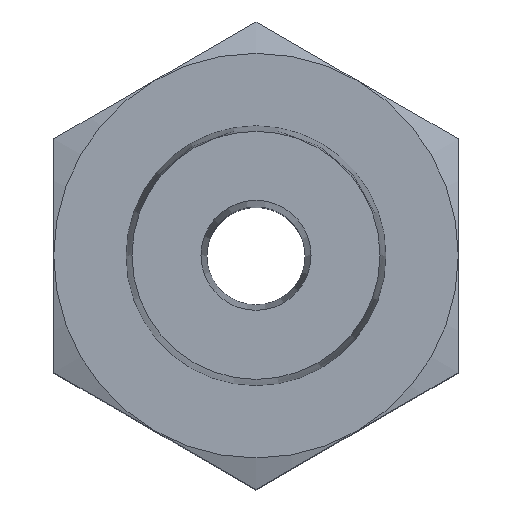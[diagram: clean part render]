
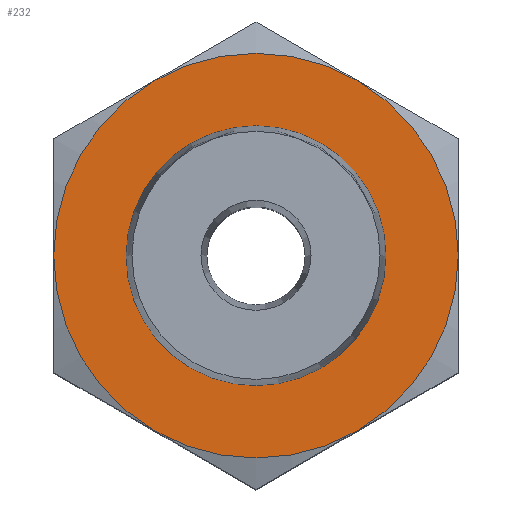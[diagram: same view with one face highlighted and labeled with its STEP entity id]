
A CAD part, top view. The second image highlights one B-rep face of the part: STEP entity #232.
In plain terms, the highlighted planar face has unit normal (0, 0, 1).
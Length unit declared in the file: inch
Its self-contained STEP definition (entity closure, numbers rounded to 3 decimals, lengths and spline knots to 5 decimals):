
#36=PLANE('',#259);
#46=FACE_BOUND('',#96,.T.);
#49=CIRCLE('',#242,0.26765);
#53=CIRCLE('',#250,0.17187);
#71=FACE_OUTER_BOUND('',#95,.T.);
#95=EDGE_LOOP('',(#209));
#96=EDGE_LOOP('',(#210));
#124=VERTEX_POINT('',#379);
#128=VERTEX_POINT('',#393);
#149=EDGE_CURVE('',#124,#124,#49,.T.);
#155=EDGE_CURVE('',#128,#128,#53,.T.);
#209=ORIENTED_EDGE('',*,*,#149,.T.);
#210=ORIENTED_EDGE('',*,*,#155,.T.);
#232=ADVANCED_FACE('',(#71,#46),#36,.T.);
#242=AXIS2_PLACEMENT_3D('',#380,#279,#280);
#250=AXIS2_PLACEMENT_3D('',#394,#297,#298);
#259=AXIS2_PLACEMENT_3D('',#406,#315,#316);
#279=DIRECTION('center_axis',(0.,0.,1.));
#280=DIRECTION('ref_axis',(0.,1.,0.));
#297=DIRECTION('center_axis',(0.,0.,-1.));
#298=DIRECTION('ref_axis',(-1.,0.,0.));
#315=DIRECTION('center_axis',(0.,0.,1.));
#316=DIRECTION('ref_axis',(1.,0.,0.));
#379=CARTESIAN_POINT('',(-0.50523,-0.89473,0.5));
#380=CARTESIAN_POINT('Origin',(-0.50523,-1.16238,0.5));
#393=CARTESIAN_POINT('',(-0.33336,-1.16238,0.5));
#394=CARTESIAN_POINT('Origin',(-0.50523,-1.16238,0.5));
#406=CARTESIAN_POINT('Origin',(-0.50523,-1.16238,0.5));
